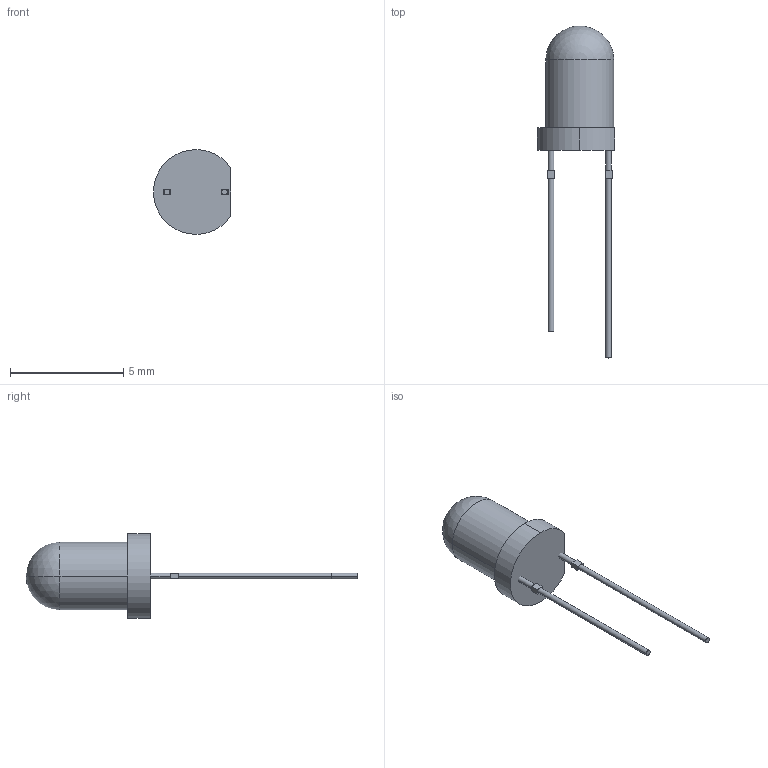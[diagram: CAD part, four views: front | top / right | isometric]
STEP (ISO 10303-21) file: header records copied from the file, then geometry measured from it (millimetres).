
FILE_DESCRIPTION (( 'STEP AP214' ), '1' );
FILE_NAME ('led complete.STEP', '2017-10-03T16:54:50', ( '' ), ( '' ), 'SwSTEP 2.0', 'SolidWorks 2016', '' );
FILE_SCHEMA (( 'AUTOMOTIVE_DESIGN' ));
Length unit declared in the file: metre
Products named in the file (3): led top; led complete; led bottom
Assembly tree (2 placements, depth 2):
  led complete
    led top
    led bottom
Bounding box: 3.4 x 14.65 x 3.74 mm (x, y, z)
Volume: 40.4 mm3; surface area: 93.7 mm2
Topology: 4 solids, 4 shells, 78 faces, 184 edges, 113 vertices
Faces by surface type: plane 57, cylinder 15, sphere 4, bspline 2
Entity records: 2388 total; most frequent: CARTESIAN_POINT 491, DIRECTION 387, ORIENTED_EDGE 352, EDGE_CURVE 176, AXIS2_PLACEMENT_3D 134, LINE 119, VECTOR 119, VERTEX_POINT 109
